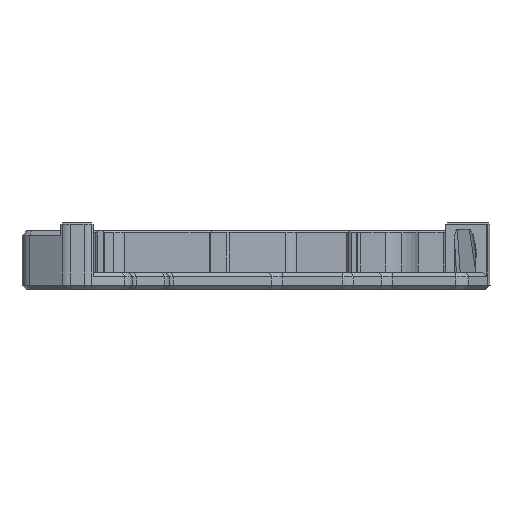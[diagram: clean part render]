
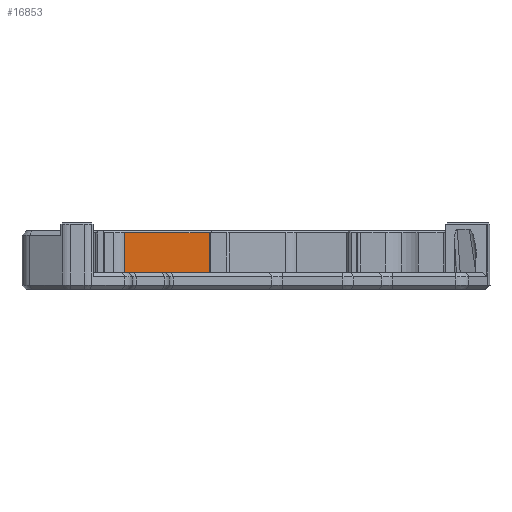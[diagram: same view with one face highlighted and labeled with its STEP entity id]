
A CAD part, left-side view. The second image highlights one B-rep face of the part: STEP entity #16853.
In plain terms, the highlighted planar face has unit normal (-1, 0, 0).
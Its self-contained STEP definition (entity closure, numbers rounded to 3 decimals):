
#1811 = CARTESIAN_POINT ( 'NONE',  ( 67.25, -33.484, 0.3 ) ) ;
#2610 = VECTOR ( 'NONE', #5678, 1000. ) ;
#3072 = CARTESIAN_POINT ( 'NONE',  ( 67.25, -8.628, 0.29 ) ) ;
#3462 = ORIENTED_EDGE ( 'NONE', *, *, #4607, .T. ) ;
#3466 = CARTESIAN_POINT ( 'NONE',  ( 67.25, -8.638, 5.3 ) ) ;
#4607 = EDGE_CURVE ( 'NONE', #10469, #18581, #5473, .T. ) ;
#4751 = VERTEX_POINT ( 'NONE', #14466 ) ;
#5264 = VECTOR ( 'NONE', #5319, 1000. ) ;
#5319 = DIRECTION ( 'NONE',  ( 0., 1., 0. ) ) ;
#5473 = LINE ( 'NONE', #12180, #2610 ) ;
#5678 = DIRECTION ( 'NONE',  ( 0., 0., 1. ) ) ;
#6109 = EDGE_CURVE ( 'NONE', #4751, #12917, #16777, .T. ) ;
#8022 = PLANE ( 'NONE',  #17645 ) ;
#8456 = DIRECTION ( 'NONE',  ( -1., 0., 0. ) ) ;
#10148 = LINE ( 'NONE', #11814, #5264 ) ;
#10469 = VERTEX_POINT ( 'NONE', #1811 ) ;
#11250 = CARTESIAN_POINT ( 'NONE',  ( 67.25, -21.061, 0.3 ) ) ;
#11624 = VECTOR ( 'NONE', #13480, 1000. ) ;
#11814 = CARTESIAN_POINT ( 'NONE',  ( 67.25, -21.061, 10.3 ) ) ;
#12180 = CARTESIAN_POINT ( 'NONE',  ( 67.25, -33.484, 5.3 ) ) ;
#12836 = EDGE_LOOP ( 'NONE', ( #19480, #3462, #14251, #20363 ) ) ;
#12917 = VERTEX_POINT ( 'NONE', #15237 ) ;
#13480 = DIRECTION ( 'NONE',  ( 0., 0., 1. ) ) ;
#14251 = ORIENTED_EDGE ( 'NONE', *, *, #21681, .T. ) ;
#14466 = CARTESIAN_POINT ( 'NONE',  ( 67.25, -8.638, 0.3 ) ) ;
#14574 = LINE ( 'NONE', #11250, #21415 ) ;
#15237 = CARTESIAN_POINT ( 'NONE',  ( 67.25, -8.638, 10.3 ) ) ;
#16489 = DIRECTION ( 'NONE',  ( 0., -1., 0. ) ) ;
#16777 = LINE ( 'NONE', #3466, #11624 ) ;
#16853 = ADVANCED_FACE ( 'NONE', ( #21558 ), #8022, .T. ) ;
#17645 = AXIS2_PLACEMENT_3D ( 'NONE', #3072, #8456, #16489 ) ;
#18581 = VERTEX_POINT ( 'NONE', #18793 ) ;
#18793 = CARTESIAN_POINT ( 'NONE',  ( 67.25, -33.484, 10.3 ) ) ;
#19480 = ORIENTED_EDGE ( 'NONE', *, *, #21637, .F. ) ;
#20363 = ORIENTED_EDGE ( 'NONE', *, *, #6109, .F. ) ;
#21288 = DIRECTION ( 'NONE',  ( 0., 1., 0. ) ) ;
#21415 = VECTOR ( 'NONE', #21288, 1000. ) ;
#21558 = FACE_OUTER_BOUND ( 'NONE', #12836, .T. ) ;
#21637 = EDGE_CURVE ( 'NONE', #10469, #4751, #14574, .T. ) ;
#21681 = EDGE_CURVE ( 'NONE', #18581, #12917, #10148, .T. ) ;
